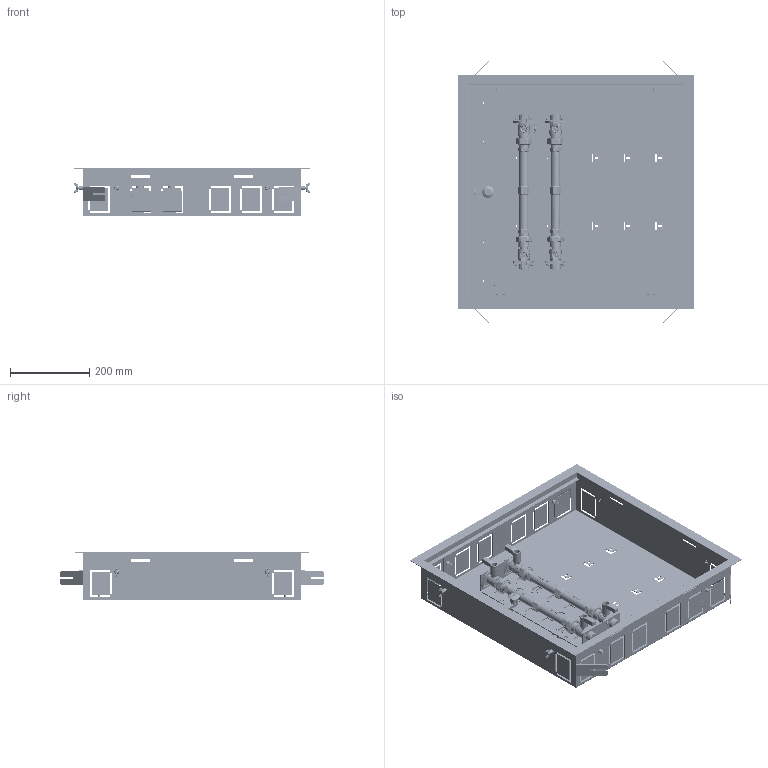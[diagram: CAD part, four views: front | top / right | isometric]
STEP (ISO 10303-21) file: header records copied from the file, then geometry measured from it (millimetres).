
FILE_DESCRIPTION(('CATIA V5 STEP Exchange','CAx-IF Rec.Pracs.--- Model Styling and Organization---1.4--- 2014-01-23','CAx-IF Rec.Pracs.---3D Tessellated Data Validation Properties---0.5---2014-09-14'),'2;1');
FILE_NAME('STEP_700005_-_TST.stp','2020-11-23T08:46:52+00:00',('none'),('none'),'CATIA Version 5-6 Release 2019 SP3','CATIA V5 STEP AP242 v1','none');
FILE_SCHEMA(('AP242_MANAGED_MODEL_BASED_3D_ENGINEERING_MIM_LF {1 0 10303 442 1 1 4}'));
Products named in the file (1): 700005 - TST
Bounding box: 597.26 x 665.14 x 123.4 mm (x, y, z)
Volume: 1280491.8 mm3; surface area: 1656664.6 mm2
Topology: 2 solids, 63 shells, 9085 faces, 22951 edges, 13840 vertices
Faces by surface type: bspline 2236, plane 2181, cylinder 2169, torus 895, extrusion 676, cone 606, sphere 322
Entity records: 417992 total; most frequent: CARTESIAN_POINT 226299, ORIENTED_EDGE 45206, DIRECTION 22994, EDGE_CURVE 22603, VERTEX_POINT 13840, AXIS2_PLACEMENT_3D 10429, EDGE_LOOP 9833, B_SPLINE_CURVE_WITH_KNOTS 9135
